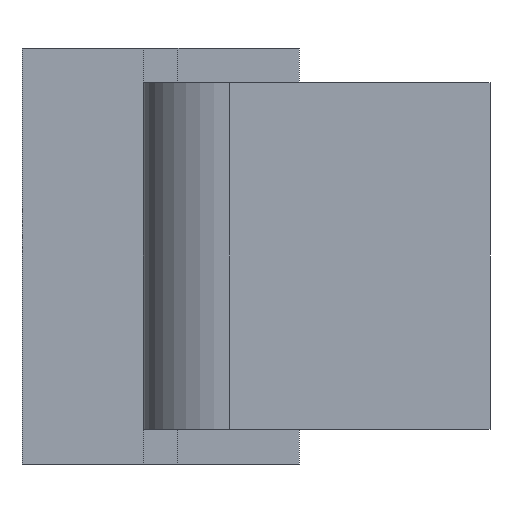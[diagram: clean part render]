
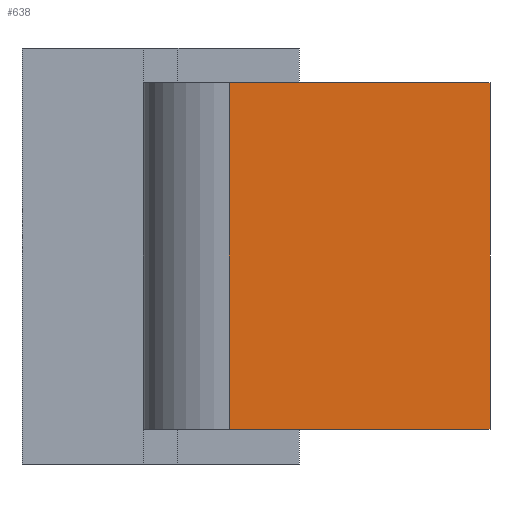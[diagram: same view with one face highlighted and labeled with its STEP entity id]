
A CAD part, front view. The second image highlights one B-rep face of the part: STEP entity #638.
In plain terms, the highlighted planar face has unit normal (0, -1, 0).
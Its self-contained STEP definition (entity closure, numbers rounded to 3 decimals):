
#3 = VECTOR ( 'NONE', #214, 1000. ) ;
#46 = VERTEX_POINT ( 'NONE', #180 ) ;
#47 = VERTEX_POINT ( 'NONE', #656 ) ;
#62 = DIRECTION ( 'NONE',  ( 0., 0., -1. ) ) ;
#101 = DIRECTION ( 'NONE',  ( -1., 0., 0. ) ) ;
#109 = CARTESIAN_POINT ( 'NONE',  ( 0., -7.5, -2.5 ) ) ;
#123 = CARTESIAN_POINT ( 'NONE',  ( 1.237, -7.5, 2.5 ) ) ;
#143 = DIRECTION ( 'NONE',  ( 0., 0., -1. ) ) ;
#155 = CARTESIAN_POINT ( 'NONE',  ( 5., -7.5, -2.5 ) ) ;
#160 = VECTOR ( 'NONE', #101, 1000. ) ;
#180 = CARTESIAN_POINT ( 'NONE',  ( 1.237, -7.5, 2.5 ) ) ;
#186 = VECTOR ( 'NONE', #62, 1000. ) ;
#214 = DIRECTION ( 'NONE',  ( 0., 0., -1. ) ) ;
#289 = LINE ( 'NONE', #123, #186 ) ;
#306 = ORIENTED_EDGE ( 'NONE', *, *, #729, .T. ) ;
#318 = PLANE ( 'NONE',  #666 ) ;
#373 = DIRECTION ( 'NONE',  ( 0., -1., 0. ) ) ;
#430 = FACE_OUTER_BOUND ( 'NONE', #721, .T. ) ;
#444 = LINE ( 'NONE', #629, #160 ) ;
#456 = EDGE_CURVE ( 'NONE', #47, #480, #577, .T. ) ;
#480 = VERTEX_POINT ( 'NONE', #155 ) ;
#565 = CARTESIAN_POINT ( 'NONE',  ( 5., -7.5, 2.5 ) ) ;
#568 = ORIENTED_EDGE ( 'NONE', *, *, #569, .F. ) ;
#569 = EDGE_CURVE ( 'NONE', #480, #598, #693, .T. ) ;
#570 = VECTOR ( 'NONE', #582, 1000. ) ;
#577 = LINE ( 'NONE', #565, #3 ) ;
#582 = DIRECTION ( 'NONE',  ( -1., 0., 0. ) ) ;
#598 = VERTEX_POINT ( 'NONE', #645 ) ;
#629 = CARTESIAN_POINT ( 'NONE',  ( 0., -7.5, 2.5 ) ) ;
#638 = ADVANCED_FACE ( 'NONE', ( #430 ), #318, .T. ) ;
#645 = CARTESIAN_POINT ( 'NONE',  ( 1.237, -7.5, -2.5 ) ) ;
#646 = EDGE_CURVE ( 'NONE', #47, #46, #444, .T. ) ;
#656 = CARTESIAN_POINT ( 'NONE',  ( 5., -7.5, 2.5 ) ) ;
#666 = AXIS2_PLACEMENT_3D ( 'NONE', #733, #373, #143 ) ;
#685 = ORIENTED_EDGE ( 'NONE', *, *, #646, .T. ) ;
#693 = LINE ( 'NONE', #109, #570 ) ;
#721 = EDGE_LOOP ( 'NONE', ( #306, #568, #742, #685 ) ) ;
#729 = EDGE_CURVE ( 'NONE', #46, #598, #289, .T. ) ;
#733 = CARTESIAN_POINT ( 'NONE',  ( 0., -7.5, 2.5 ) ) ;
#742 = ORIENTED_EDGE ( 'NONE', *, *, #456, .F. ) ;
